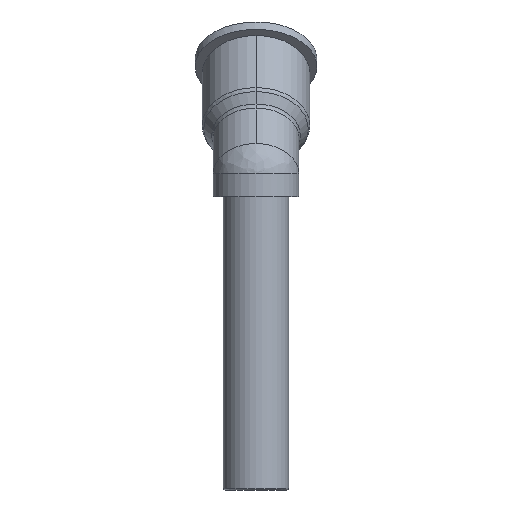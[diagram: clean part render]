
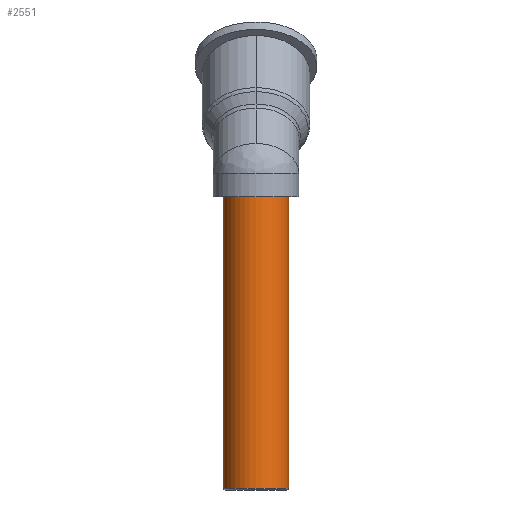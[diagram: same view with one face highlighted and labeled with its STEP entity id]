
A CAD part, left-side view. The second image highlights one B-rep face of the part: STEP entity #2551.
In plain terms, the highlighted cylindrical face has radius 5 mm (diameter 10 mm), a partial arc.
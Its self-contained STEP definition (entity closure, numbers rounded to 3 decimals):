
#26 = CARTESIAN_POINT ( 'NONE',  ( -0.007, -5., 16.571 ) ) ;
#140 = EDGE_CURVE ( 'NONE', #2895, #9238, #478, .T. ) ;
#305 = VERTEX_POINT ( 'NONE', #4907 ) ;
#367 = CARTESIAN_POINT ( 'NONE',  ( -5.007, 0., -5.379 ) ) ;
#438 = CARTESIAN_POINT ( 'NONE',  ( -0.007, -5., -5.379 ) ) ;
#478 = LINE ( 'NONE', #26, #2925 ) ;
#526 = DIRECTION ( 'NONE',  ( 0., -1., 0. ) ) ;
#576 = DIRECTION ( 'NONE',  ( 0., 0., 1. ) ) ;
#635 = ORIENTED_EDGE ( 'NONE', *, *, #12388, .T. ) ;
#859 = CARTESIAN_POINT ( 'NONE',  ( -0.007, 0., 38.821 ) ) ;
#1080 = DIRECTION ( 'NONE',  ( 0., 0., 1. ) ) ;
#1298 = CIRCLE ( 'NONE', #6016, 5. ) ;
#2378 = CARTESIAN_POINT ( 'NONE',  ( -0.007, -5., 38.821 ) ) ;
#2551 = ADVANCED_FACE ( 'NONE', ( #6493 ), #8787, .T. ) ;
#2895 = VERTEX_POINT ( 'NONE', #438 ) ;
#2925 = VECTOR ( 'NONE', #6776, 1000. ) ;
#3526 = EDGE_CURVE ( 'NONE', #12241, #2895, #11297, .T. ) ;
#3639 = EDGE_LOOP ( 'NONE', ( #10655, #3790, #5330, #5741, #635 ) ) ;
#3790 = ORIENTED_EDGE ( 'NONE', *, *, #6948, .T. ) ;
#3920 = DIRECTION ( 'NONE',  ( 0., 0., 1. ) ) ;
#4106 = CARTESIAN_POINT ( 'NONE',  ( -0.007, 0., 16.571 ) ) ;
#4309 = DIRECTION ( 'NONE',  ( 0., 0., -1. ) ) ;
#4907 = CARTESIAN_POINT ( 'NONE',  ( -0.007, 5., -5.379 ) ) ;
#5330 = ORIENTED_EDGE ( 'NONE', *, *, #3526, .T. ) ;
#5431 = AXIS2_PLACEMENT_3D ( 'NONE', #13866, #576, #526 ) ;
#5741 = ORIENTED_EDGE ( 'NONE', *, *, #140, .T. ) ;
#5834 = LINE ( 'NONE', #12836, #11459 ) ;
#6016 = AXIS2_PLACEMENT_3D ( 'NONE', #859, #4309, #8869 ) ;
#6107 = VERTEX_POINT ( 'NONE', #11086 ) ;
#6350 = DIRECTION ( 'NONE',  ( 0., -1., 0. ) ) ;
#6493 = FACE_OUTER_BOUND ( 'NONE', #3639, .T. ) ;
#6776 = DIRECTION ( 'NONE',  ( 0., 0., 1. ) ) ;
#6948 = EDGE_CURVE ( 'NONE', #305, #12241, #14438, .T. ) ;
#7776 = CARTESIAN_POINT ( 'NONE',  ( -0.007, 0., -5.379 ) ) ;
#8787 = CYLINDRICAL_SURFACE ( 'NONE', #11208, 5. ) ;
#8869 = DIRECTION ( 'NONE',  ( 0., -1., 0. ) ) ;
#8909 = DIRECTION ( 'NONE',  ( 0., -1., 0. ) ) ;
#9238 = VERTEX_POINT ( 'NONE', #2378 ) ;
#10655 = ORIENTED_EDGE ( 'NONE', *, *, #12244, .F. ) ;
#11086 = CARTESIAN_POINT ( 'NONE',  ( -0.007, 5., 38.821 ) ) ;
#11208 = AXIS2_PLACEMENT_3D ( 'NONE', #4106, #3920, #6350 ) ;
#11297 = CIRCLE ( 'NONE', #13348, 5. ) ;
#11459 = VECTOR ( 'NONE', #13995, 1000. ) ;
#12241 = VERTEX_POINT ( 'NONE', #367 ) ;
#12244 = EDGE_CURVE ( 'NONE', #305, #6107, #5834, .T. ) ;
#12388 = EDGE_CURVE ( 'NONE', #9238, #6107, #1298, .T. ) ;
#12836 = CARTESIAN_POINT ( 'NONE',  ( -0.007, 5., 16.571 ) ) ;
#13348 = AXIS2_PLACEMENT_3D ( 'NONE', #7776, #1080, #8909 ) ;
#13866 = CARTESIAN_POINT ( 'NONE',  ( -0.007, 0., -5.379 ) ) ;
#13995 = DIRECTION ( 'NONE',  ( 0., 0., 1. ) ) ;
#14438 = CIRCLE ( 'NONE', #5431, 5. ) ;
